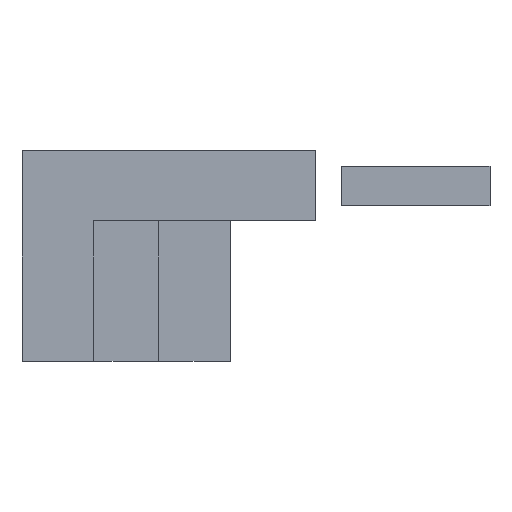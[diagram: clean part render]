
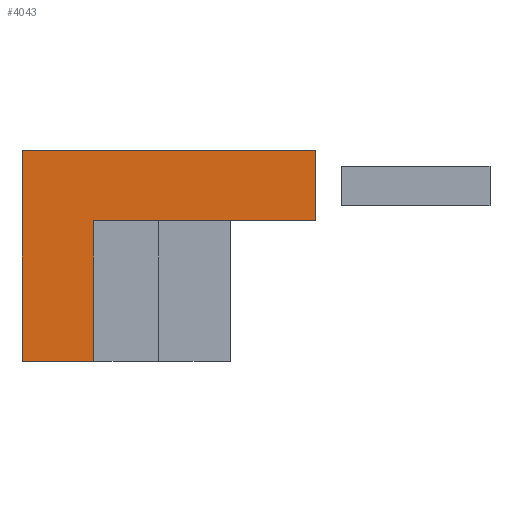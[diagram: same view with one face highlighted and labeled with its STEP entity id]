
A CAD part, left-side view. The second image highlights one B-rep face of the part: STEP entity #4043.
In plain terms, the highlighted planar face has unit normal (-1, 0, 0).
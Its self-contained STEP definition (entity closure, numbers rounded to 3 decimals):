
#3782=CARTESIAN_POINT('',(0.,0.,104.));
#3783=VERTEX_POINT('',#3782);
#3784=CARTESIAN_POINT('',(0.,0.,95.8));
#3785=VERTEX_POINT('',#3784);
#3786=CARTESIAN_POINT('',(0.,0.,104.));
#3787=DIRECTION('',(0.0,0.0,-1.0));
#3788=VECTOR('',#3787,8.2);
#3789=LINE('',#3786,#3788);
#3790=EDGE_CURVE('',#3783,#3785,#3789,.T.);
#3822=CARTESIAN_POINT('',(0.,4.2,95.8));
#3823=VERTEX_POINT('',#3822);
#3824=CARTESIAN_POINT('',(0.,0.,95.8));
#3825=DIRECTION('',(0.0,1.0,0.0));
#3826=VECTOR('',#3825,4.2);
#3827=LINE('',#3824,#3826);
#3828=EDGE_CURVE('',#3785,#3823,#3827,.T.);
#3987=CARTESIAN_POINT('',(0.,-13.,108.1));
#3988=VERTEX_POINT('',#3987);
#3995=CARTESIAN_POINT('',(0.,-13.,104.));
#3996=VERTEX_POINT('',#3995);
#3997=CARTESIAN_POINT('',(0.,-13.,104.));
#3998=DIRECTION('',(0.0,0.0,1.0));
#3999=VECTOR('',#3998,4.1);
#4000=LINE('',#3997,#3999);
#4001=EDGE_CURVE('',#3996,#3988,#4000,.T.);
#4013=CARTESIAN_POINT('',(0.,-13.,104.));
#4014=DIRECTION('',(-1.0,0.0,0.0));
#4015=DIRECTION('',(0.0,0.0,1.0));
#4016=AXIS2_PLACEMENT_3D('',#4013,#4014,#4015);
#4017=PLANE('',#4016);
#4018=CARTESIAN_POINT('',(0.,4.2,108.1));
#4019=VERTEX_POINT('',#4018);
#4020=CARTESIAN_POINT('',(0.,-13.,108.1));
#4021=DIRECTION('',(0.0,1.0,0.0));
#4022=VECTOR('',#4021,17.2);
#4023=LINE('',#4020,#4022);
#4024=EDGE_CURVE('',#3988,#4019,#4023,.T.);
#4025=ORIENTED_EDGE('',*,*,#4024,.T.);
#4026=CARTESIAN_POINT('',(0.,4.2,95.8));
#4027=DIRECTION('',(0.0,0.0,1.0));
#4028=VECTOR('',#4027,12.3);
#4029=LINE('',#4026,#4028);
#4030=EDGE_CURVE('',#3823,#4019,#4029,.T.);
#4031=ORIENTED_EDGE('',*,*,#4030,.F.);
#4032=ORIENTED_EDGE('',*,*,#3828,.F.);
#4033=ORIENTED_EDGE('',*,*,#3790,.F.);
#4034=CARTESIAN_POINT('',(0.,0.,104.));
#4035=DIRECTION('',(0.0,-1.0,0.0));
#4036=VECTOR('',#4035,13.);
#4037=LINE('',#4034,#4036);
#4038=EDGE_CURVE('',#3783,#3996,#4037,.T.);
#4039=ORIENTED_EDGE('',*,*,#4038,.T.);
#4040=ORIENTED_EDGE('',*,*,#4001,.T.);
#4041=EDGE_LOOP('',(#4025,#4031,#4032,#4033,#4039,#4040));
#4042=FACE_OUTER_BOUND('',#4041,.T.);
#4043=ADVANCED_FACE('',(#4042),#4017,.T.);
